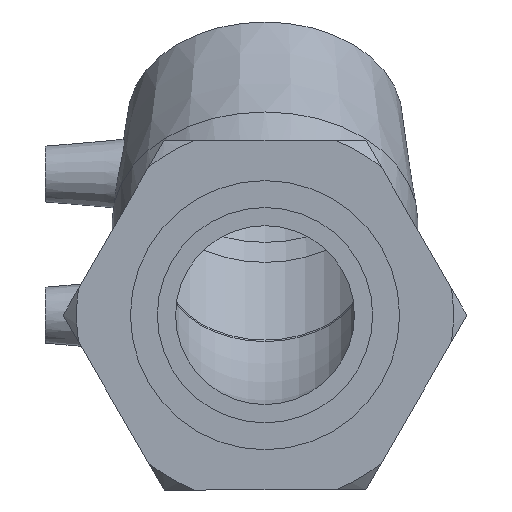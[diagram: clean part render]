
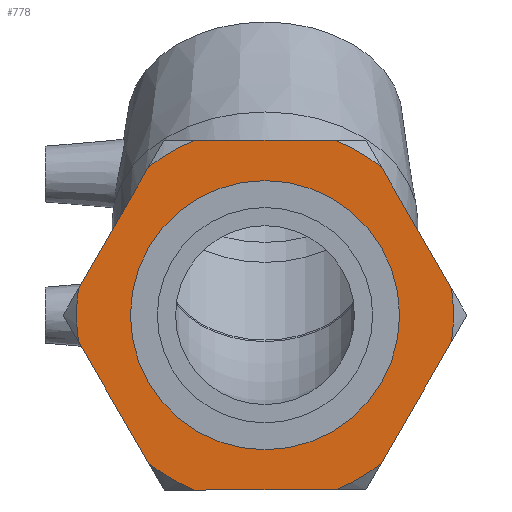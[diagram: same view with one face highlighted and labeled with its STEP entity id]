
A CAD part, left-side view. The second image highlights one B-rep face of the part: STEP entity #778.
In plain terms, the highlighted planar face has unit normal (-1, 0, 0).
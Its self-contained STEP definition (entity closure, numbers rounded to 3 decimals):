
#20=LINE('',#1192,#38);
#24=LINE('',#1216,#42);
#27=LINE('',#1238,#45);
#32=LINE('',#1275,#50);
#35=LINE('',#1297,#53);
#37=LINE('',#1316,#55);
#38=VECTOR('',#949,37.703);
#42=VECTOR('',#955,37.703);
#45=VECTOR('',#960,37.703);
#50=VECTOR('',#967,37.703);
#53=VECTOR('',#972,37.703);
#55=VECTOR('',#976,37.703);
#88=PLANE('',#859);
#123=FACE_BOUND('',#247,.T.);
#182=FACE_OUTER_BOUND('',#246,.T.);
#246=EDGE_LOOP('',(#648,#649,#650,#651,#652,#653,#654,#655,#656,#657,#658,
#659));
#247=EDGE_LOOP('',(#660));
#325=CIRCLE('',#834,50.558);
#326=CIRCLE('',#836,50.558);
#327=CIRCLE('',#838,50.558);
#328=CIRCLE('',#840,50.558);
#329=CIRCLE('',#842,50.558);
#330=CIRCLE('',#844,50.558);
#338=CIRCLE('',#860,36.113);
#376=VERTEX_POINT('',#1186);
#378=VERTEX_POINT('',#1191);
#384=VERTEX_POINT('',#1211);
#385=VERTEX_POINT('',#1215);
#390=VERTEX_POINT('',#1233);
#391=VERTEX_POINT('',#1237);
#397=VERTEX_POINT('',#1256);
#401=VERTEX_POINT('',#1271);
#402=VERTEX_POINT('',#1277);
#407=VERTEX_POINT('',#1293);
#408=VERTEX_POINT('',#1299);
#411=VERTEX_POINT('',#1312);
#413=VERTEX_POINT('',#1345);
#454=EDGE_CURVE('',#378,#376,#20,.T.);
#462=EDGE_CURVE('',#385,#384,#24,.T.);
#469=EDGE_CURVE('',#391,#390,#27,.T.);
#481=EDGE_CURVE('',#397,#401,#32,.T.);
#488=EDGE_CURVE('',#402,#407,#35,.T.);
#494=EDGE_CURVE('',#408,#411,#37,.T.);
#495=EDGE_CURVE('',#391,#401,#325,.T.);
#496=EDGE_CURVE('',#385,#390,#326,.T.);
#497=EDGE_CURVE('',#397,#411,#327,.T.);
#498=EDGE_CURVE('',#408,#407,#328,.T.);
#499=EDGE_CURVE('',#378,#384,#329,.T.);
#500=EDGE_CURVE('',#402,#376,#330,.T.);
#508=EDGE_CURVE('',#413,#413,#338,.T.);
#648=ORIENTED_EDGE('',*,*,#454,.T.);
#649=ORIENTED_EDGE('',*,*,#500,.F.);
#650=ORIENTED_EDGE('',*,*,#488,.T.);
#651=ORIENTED_EDGE('',*,*,#498,.F.);
#652=ORIENTED_EDGE('',*,*,#494,.T.);
#653=ORIENTED_EDGE('',*,*,#497,.F.);
#654=ORIENTED_EDGE('',*,*,#481,.T.);
#655=ORIENTED_EDGE('',*,*,#495,.F.);
#656=ORIENTED_EDGE('',*,*,#469,.T.);
#657=ORIENTED_EDGE('',*,*,#496,.F.);
#658=ORIENTED_EDGE('',*,*,#462,.T.);
#659=ORIENTED_EDGE('',*,*,#499,.F.);
#660=ORIENTED_EDGE('',*,*,#508,.T.);
#778=ADVANCED_FACE('',(#182,#123),#88,.T.);
#834=AXIS2_PLACEMENT_3D('',#1318,#979,#980);
#836=AXIS2_PLACEMENT_3D('',#1320,#983,#984);
#838=AXIS2_PLACEMENT_3D('',#1322,#987,#988);
#840=AXIS2_PLACEMENT_3D('',#1324,#991,#992);
#842=AXIS2_PLACEMENT_3D('',#1326,#995,#996);
#844=AXIS2_PLACEMENT_3D('',#1328,#999,#1000);
#859=AXIS2_PLACEMENT_3D('',#1344,#1029,#1030);
#860=AXIS2_PLACEMENT_3D('',#1346,#1031,#1032);
#949=DIRECTION('',(0.,0.5,0.866));
#955=DIRECTION('',(0.,-0.5,0.866));
#960=DIRECTION('',(0.,-1.,0.));
#967=DIRECTION('',(0.,-0.5,-0.866));
#972=DIRECTION('',(0.,1.,0.));
#976=DIRECTION('',(0.,0.5,-0.866));
#979=DIRECTION('center_axis',(1.,0.,0.));
#980=DIRECTION('ref_axis',(0.,0.,1.));
#983=DIRECTION('center_axis',(1.,0.,0.));
#984=DIRECTION('ref_axis',(0.,0.,1.));
#987=DIRECTION('center_axis',(1.,0.,0.));
#988=DIRECTION('ref_axis',(0.,0.,1.));
#991=DIRECTION('center_axis',(1.,0.,0.));
#992=DIRECTION('ref_axis',(0.,0.,1.));
#995=DIRECTION('center_axis',(1.,0.,0.));
#996=DIRECTION('ref_axis',(0.,0.,1.));
#999=DIRECTION('center_axis',(1.,0.,0.));
#1000=DIRECTION('ref_axis',(0.,0.,1.));
#1029=DIRECTION('center_axis',(-1.,0.,0.));
#1030=DIRECTION('ref_axis',(0.,0.,1.));
#1031=DIRECTION('center_axis',(1.,0.,0.));
#1032=DIRECTION('ref_axis',(0.,0.,-1.));
#1186=CARTESIAN_POINT('',(-118.341,-31.201,39.782));
#1191=CARTESIAN_POINT('',(-118.341,-50.053,7.13));
#1192=CARTESIAN_POINT('',(-118.341,-45.584,14.871));
#1211=CARTESIAN_POINT('',(-118.341,-50.053,-7.13));
#1215=CARTESIAN_POINT('',(-118.341,-31.201,-39.782));
#1216=CARTESIAN_POINT('',(-118.341,-35.67,-32.042));
#1233=CARTESIAN_POINT('',(-118.341,-18.852,-46.912));
#1237=CARTESIAN_POINT('',(-118.341,18.852,-46.912));
#1238=CARTESIAN_POINT('',(-118.341,-13.542,-46.912));
#1256=CARTESIAN_POINT('',(-118.341,50.053,-7.13));
#1271=CARTESIAN_POINT('',(-118.341,31.201,-39.782));
#1275=CARTESIAN_POINT('',(-118.341,22.128,-55.498));
#1277=CARTESIAN_POINT('',(-118.341,-18.852,46.912));
#1293=CARTESIAN_POINT('',(-118.341,18.852,46.912));
#1297=CARTESIAN_POINT('',(-118.341,13.542,46.912));
#1299=CARTESIAN_POINT('',(-118.341,31.201,39.782));
#1312=CARTESIAN_POINT('',(-118.341,50.053,7.13));
#1316=CARTESIAN_POINT('',(-118.341,59.126,-8.586));
#1318=CARTESIAN_POINT('Origin',(-118.341,0.,0.));
#1320=CARTESIAN_POINT('Origin',(-118.341,0.,0.));
#1322=CARTESIAN_POINT('Origin',(-118.341,0.,0.));
#1324=CARTESIAN_POINT('Origin',(-118.341,0.,0.));
#1326=CARTESIAN_POINT('Origin',(-118.341,0.,0.));
#1328=CARTESIAN_POINT('Origin',(-118.341,0.,0.));
#1344=CARTESIAN_POINT('Origin',(-118.341,0.,-54.17));
#1345=CARTESIAN_POINT('',(-118.341,0.,-36.113));
#1346=CARTESIAN_POINT('Origin',(-118.341,0.,0.));
